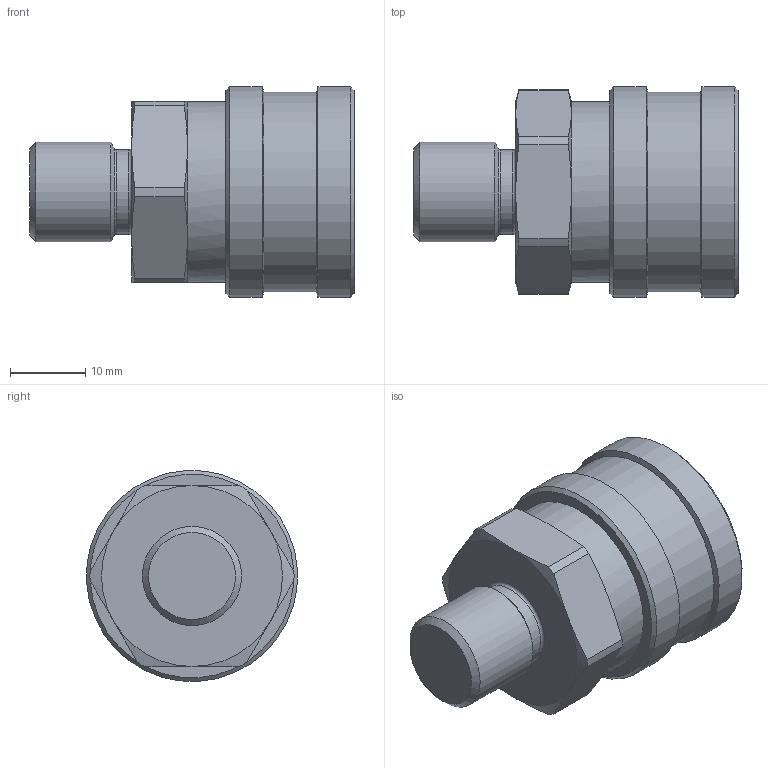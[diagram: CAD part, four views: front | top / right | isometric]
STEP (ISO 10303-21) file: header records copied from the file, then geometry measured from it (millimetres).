
FILE_DESCRIPTION((''),'2;1');
FILE_NAME('45KFAW13MPX.stp','2014-12-19T11:48:13',('SSC01480'),(''),'Autodesk Inventor 2013','Autodesk Inventor 2013','');
FILE_SCHEMA(('AUTOMOTIVE_DESIGN { 1 0 10303 214 1 1 1 1 }'));
Length unit declared in the file: millimetre
Products named in the file (1): D113083
Bounding box: 43 x 27.95 x 27.95 mm (x, y, z)
Volume: 15403.7 mm3; surface area: 8699.4 mm2
Topology: 2 solids, 2 shells, 72 faces, 170 edges, 105 vertices
Faces by surface type: cone 28, cylinder 21, plane 20, torus 3
Full cylindrical faces by diameter (mm): 11.2 x1, 12.6 x1, 13.157 x1, 15.1 x1, 16.8 x1, 19 x1, 20.3 x2, 20.7 x1, 23.5 x1, 24 x2, 26.5 x1, 28 x2
Entity records: 2296 total; most frequent: CARTESIAN_POINT 797, DIRECTION 288, ORIENTED_EDGE 242, AXIS2_PLACEMENT_3D 138, EDGE_CURVE 121, EDGE_LOOP 120, VERTEX_POINT 91, STYLED_ITEM 72
